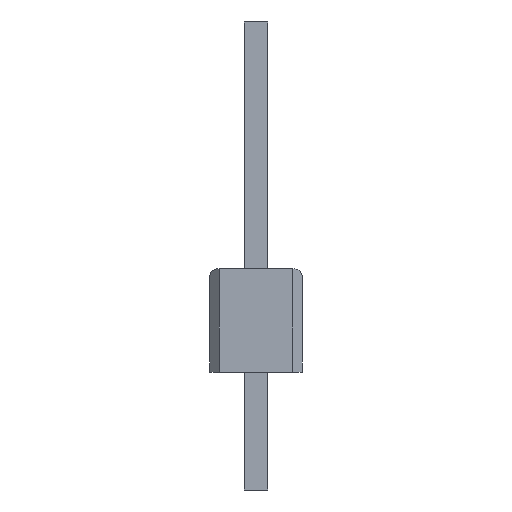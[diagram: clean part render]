
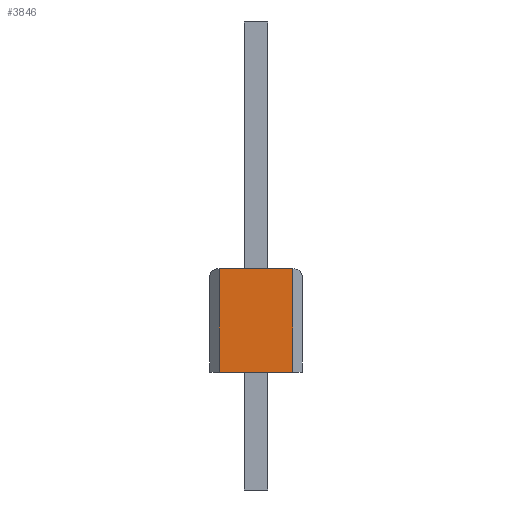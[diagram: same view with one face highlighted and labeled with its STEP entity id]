
A CAD part, left-side view. The second image highlights one B-rep face of the part: STEP entity #3846.
In plain terms, the highlighted planar face has unit normal (-1, 0, 0).
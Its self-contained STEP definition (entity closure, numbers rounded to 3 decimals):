
#302=FACE_OUTER_BOUND('',#515,.T.);
#515=EDGE_LOOP('',(#3347,#3348,#3349,#3350));
#793=LINE('',#5647,#1283);
#797=LINE('',#5658,#1287);
#956=LINE('',#6067,#1446);
#1017=LINE('',#6182,#1507);
#1283=VECTOR('',#4597,2.8);
#1287=VECTOR('',#4605,2.8);
#1446=VECTOR('',#4928,2.);
#1507=VECTOR('',#5087,2.);
#1685=VERTEX_POINT('',#5645);
#1686=VERTEX_POINT('',#5646);
#1690=VERTEX_POINT('',#5656);
#1691=VERTEX_POINT('',#5657);
#2129=EDGE_CURVE('',#1685,#1686,#793,.T.);
#2134=EDGE_CURVE('',#1690,#1691,#797,.T.);
#2334=EDGE_CURVE('',#1685,#1690,#956,.T.);
#2397=EDGE_CURVE('',#1686,#1691,#1017,.T.);
#3347=ORIENTED_EDGE('',*,*,#2397,.T.);
#3348=ORIENTED_EDGE('',*,*,#2134,.F.);
#3349=ORIENTED_EDGE('',*,*,#2334,.F.);
#3350=ORIENTED_EDGE('',*,*,#2129,.T.);
#3644=PLANE('',#4106);
#3846=ADVANCED_FACE('',(#302),#3644,.F.);
#4106=AXIS2_PLACEMENT_3D('',#6181,#5085,#5086);
#4597=DIRECTION('',(0.,0.,-1.));
#4605=DIRECTION('',(0.,0.,-1.));
#4928=DIRECTION('',(0.,-1.,0.));
#5085=DIRECTION('center_axis',(1.,0.,0.));
#5086=DIRECTION('ref_axis',(0.,0.,-1.));
#5087=DIRECTION('',(0.,-1.,0.));
#5645=CARTESIAN_POINT('',(-13.92,1.,2.8));
#5646=CARTESIAN_POINT('',(-13.92,1.,0.));
#5647=CARTESIAN_POINT('',(-13.92,1.,2.8));
#5656=CARTESIAN_POINT('',(-13.92,-1.,2.8));
#5657=CARTESIAN_POINT('',(-13.92,-1.,0.));
#5658=CARTESIAN_POINT('',(-13.92,-1.,2.8));
#6067=CARTESIAN_POINT('',(-13.92,1.,2.8));
#6181=CARTESIAN_POINT('Origin',(-13.92,0.,2.8));
#6182=CARTESIAN_POINT('',(-13.92,1.,0.));
